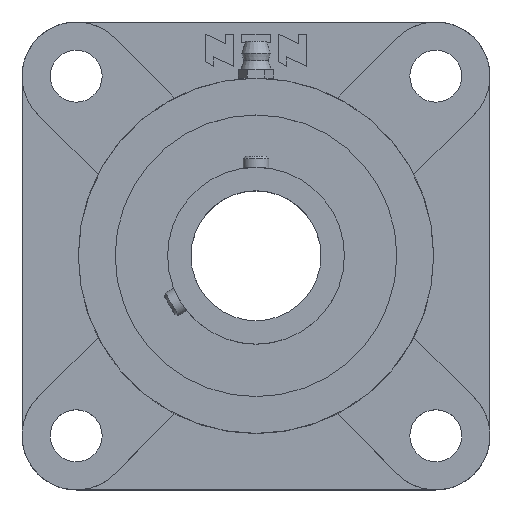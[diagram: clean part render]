
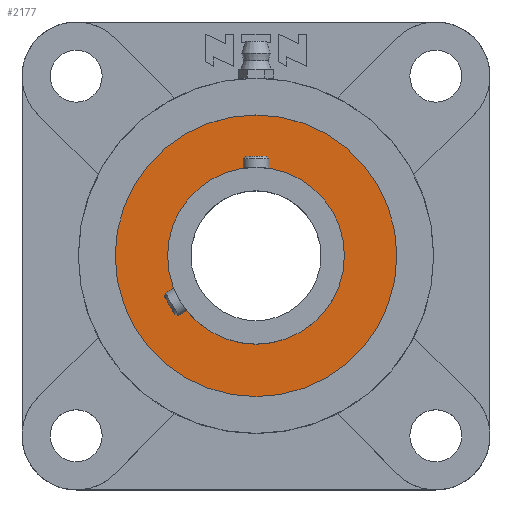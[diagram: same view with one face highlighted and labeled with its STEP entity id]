
A CAD part, top view. The second image highlights one B-rep face of the part: STEP entity #2177.
In plain terms, the highlighted planar face has unit normal (0, 0, 1).
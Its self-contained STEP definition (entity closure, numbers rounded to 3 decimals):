
#47=FACE_BOUND('',#365,.T.);
#119=PLANE('',#2398);
#231=FACE_OUTER_BOUND('',#364,.T.);
#364=EDGE_LOOP('',(#1807));
#365=EDGE_LOOP('',(#1808));
#925=CIRCLE('',#2396,20.4);
#927=CIRCLE('',#2399,32.5);
#1097=VERTEX_POINT('',#3654);
#1099=VERTEX_POINT('',#3660);
#1358=EDGE_CURVE('',#1097,#1097,#925,.T.);
#1361=EDGE_CURVE('',#1099,#1099,#927,.T.);
#1807=ORIENTED_EDGE('',*,*,#1361,.F.);
#1808=ORIENTED_EDGE('',*,*,#1358,.T.);
#2177=ADVANCED_FACE('',(#231,#47),#119,.T.);
#2396=AXIS2_PLACEMENT_3D('',#3655,#2862,#2863);
#2398=AXIS2_PLACEMENT_3D('',#3659,#2867,#2868);
#2399=AXIS2_PLACEMENT_3D('',#3661,#2869,#2870);
#2862=DIRECTION('center_axis',(0.,0.,-1.));
#2863=DIRECTION('ref_axis',(1.,0.,0.));
#2867=DIRECTION('center_axis',(0.,0.,1.));
#2868=DIRECTION('ref_axis',(1.,0.,0.));
#2869=DIRECTION('center_axis',(0.,0.,-1.));
#2870=DIRECTION('ref_axis',(1.,0.,0.));
#3654=CARTESIAN_POINT('',(0.,-20.4,28.));
#3655=CARTESIAN_POINT('Origin',(0.,0.,28.));
#3659=CARTESIAN_POINT('Origin',(0.,32.5,28.));
#3660=CARTESIAN_POINT('',(0.,-32.5,28.));
#3661=CARTESIAN_POINT('Origin',(0.,0.,28.));
